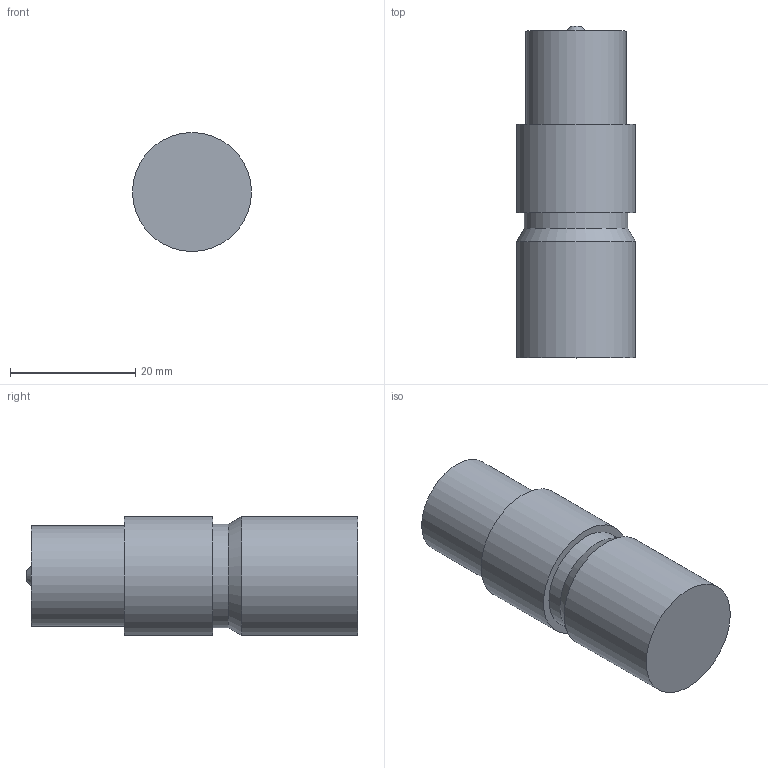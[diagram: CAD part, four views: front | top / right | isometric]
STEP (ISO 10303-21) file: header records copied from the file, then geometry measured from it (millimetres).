
FILE_DESCRIPTION(/* description */ (''),/* implementation_level */ '2;1');
FILE_NAME(/* name */ 'n 02 100 6123 002.stp',/* time_stamp */ '2017-09-13T10:41:08+02:00',/* author */ (''),/* organization */ (''),/* preprocessor_version */ 'ST-DEVELOPER v15',/* originating_system */ 'SIEMENS PLM Software NX 9.0',/* authorisation */ '');
FILE_SCHEMA (('CONFIG_CONTROL_DESIGN'));
Length unit declared in the file: millimetre
Products named in the file (1): n 02 100 6123 002nxm001-04
Bounding box: 19 x 53 x 19 mm (x, y, z)
Volume: 11922 mm3; surface area: 4675.1 mm2
Topology: 1 solids, 1 shells, 16 faces, 26 edges, 17 vertices
Faces by surface type: plane 7, cylinder 7, cone 2
Full cylindrical faces by diameter (mm): 3.6 x1, 4 x1, 9.2 x1, 16 x1, 16.5 x1, 19 x2
Entity records: 398 total; most frequent: DIRECTION 64, CARTESIAN_POINT 47, AXIS2_PLACEMENT_3D 32, EDGE_LOOP 30, ORIENTED_EDGE 30, FACE_BOUND 28, ADVANCED_FACE 16, VERTEX_POINT 15
